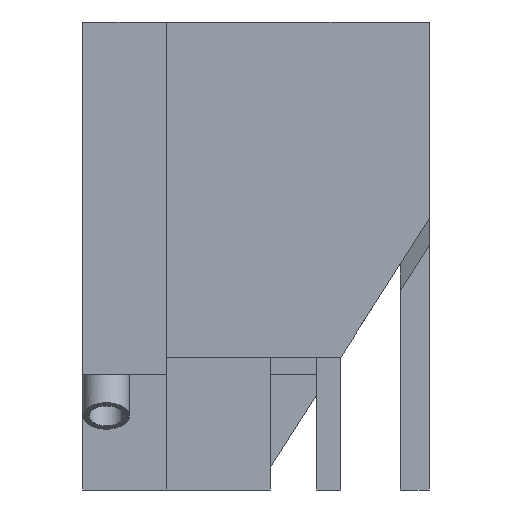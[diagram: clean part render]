
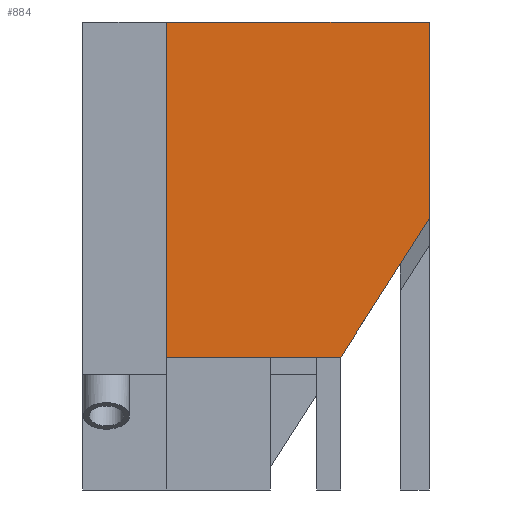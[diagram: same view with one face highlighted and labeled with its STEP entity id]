
A CAD part, front view. The second image highlights one B-rep face of the part: STEP entity #884.
In plain terms, the highlighted planar face has unit normal (0, -1, 0).
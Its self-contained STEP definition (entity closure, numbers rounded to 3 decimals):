
#59=FACE_OUTER_BOUND('',#107,.T.);
#107=EDGE_LOOP('',(#665,#666,#667,#668,#669));
#144=LINE('',#1242,#254);
#165=LINE('',#1287,#275);
#181=LINE('',#1319,#291);
#205=LINE('',#1366,#315);
#206=LINE('',#1367,#316);
#254=VECTOR('',#1000,10.);
#275=VECTOR('',#1033,10.);
#291=VECTOR('',#1055,10.);
#315=VECTOR('',#1095,10.);
#316=VECTOR('',#1096,10.);
#364=VERTEX_POINT('',#1239);
#365=VERTEX_POINT('',#1241);
#382=VERTEX_POINT('',#1284);
#383=VERTEX_POINT('',#1286);
#396=VERTEX_POINT('',#1318);
#448=EDGE_CURVE('',#364,#365,#144,.T.);
#470=EDGE_CURVE('',#383,#382,#165,.T.);
#486=EDGE_CURVE('',#396,#383,#181,.T.);
#510=EDGE_CURVE('',#382,#365,#205,.T.);
#511=EDGE_CURVE('',#396,#364,#206,.T.);
#665=ORIENTED_EDGE('',*,*,#470,.T.);
#666=ORIENTED_EDGE('',*,*,#510,.T.);
#667=ORIENTED_EDGE('',*,*,#448,.F.);
#668=ORIENTED_EDGE('',*,*,#511,.F.);
#669=ORIENTED_EDGE('',*,*,#486,.T.);
#844=PLANE('',#946);
#884=ADVANCED_FACE('',(#59),#844,.T.);
#946=AXIS2_PLACEMENT_3D('',#1365,#1093,#1094);
#1000=DIRECTION('',(1.,0.,0.));
#1033=DIRECTION('',(0.538,0.,0.843));
#1055=DIRECTION('',(1.,0.,0.));
#1093=DIRECTION('center_axis',(0.,-1.,0.));
#1094=DIRECTION('ref_axis',(-1.,0.,0.));
#1095=DIRECTION('',(0.,0.,1.));
#1096=DIRECTION('',(0.,0.,1.));
#1239=CARTESIAN_POINT('',(70.,106.,226.));
#1241=CARTESIAN_POINT('',(161.,106.,226.));
#1242=CARTESIAN_POINT('',(70.,106.,226.));
#1284=CARTESIAN_POINT('',(161.,106.,158.));
#1286=CARTESIAN_POINT('',(130.362,106.,110.));
#1287=CARTESIAN_POINT('',(174.606,106.,179.316));
#1318=CARTESIAN_POINT('',(70.,106.,110.));
#1319=CARTESIAN_POINT('',(138.25,106.,110.));
#1365=CARTESIAN_POINT('Origin',(161.,106.,218.));
#1366=CARTESIAN_POINT('',(161.,106.,218.));
#1367=CARTESIAN_POINT('',(70.,106.,218.));
